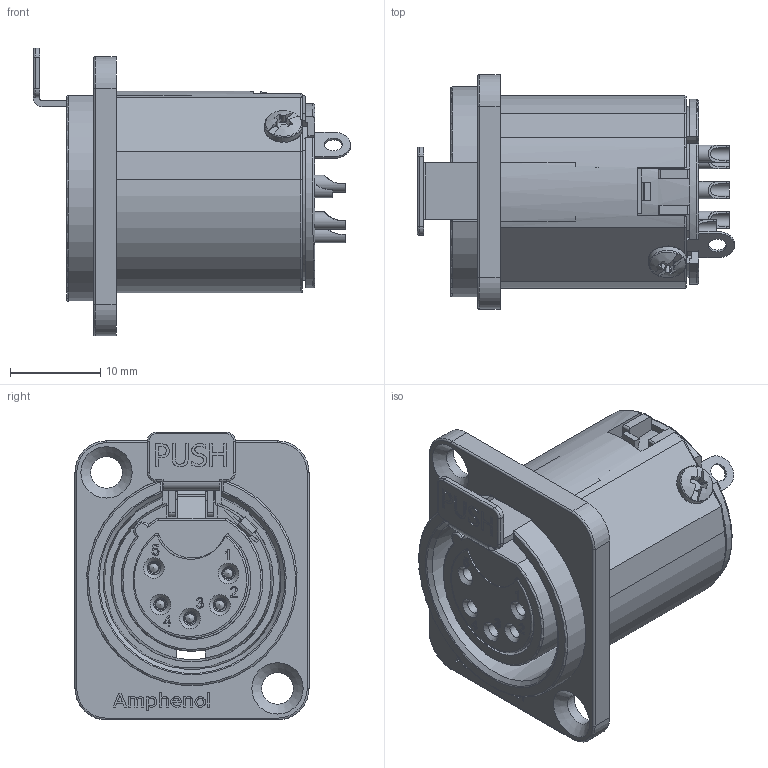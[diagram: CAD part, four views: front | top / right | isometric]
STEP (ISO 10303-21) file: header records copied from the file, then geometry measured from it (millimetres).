
FILE_DESCRIPTION(/* description */ (''),/* implementation_level */ '2;1');
FILE_NAME(/* name */ 'AC5FDZ.stp',/* time_stamp */ '2022-06-01T14:46:59+10:00',/* author */ ('minh'),/* organization */ (''),/* preprocessor_version */ 'ST-DEVELOPER v18.1',/* originating_system */ 'Autodesk Inventor 2022',/* authorisation */ '');
FILE_SCHEMA (('AUTOMOTIVE_DESIGN { 1 0 10303 214 3 1 1 }'));
Length unit declared in the file: millimetre
Products named in the file (10): AC5FDZ; 348-4066-000; AC5FPZB ~PART1; AC5FPZB ~~PART1; 011-4042-000; 127-4046-000; 127-4047-000; 030-4098-000; 990-4501-000; 50300093-230
Assembly tree (13 placements, depth 2):
  AC5FDZ
    348-4066-000
    AC5FPZB ~PART1
    AC5FPZB ~~PART1
    011-4042-000
    127-4046-000
    50300093-230  x5
    127-4047-000
    030-4098-000
    990-4501-000
Bounding box: 35.25 x 26 x 31.98 mm (x, y, z)
Volume: 8400.1 mm3; surface area: 13239.9 mm2
Topology: 14 solids, 14 shells, 1164 faces, 3208 edges, 2102 vertices
Faces by surface type: plane 648, cylinder 192, bspline 176, cone 98, torus 50
Full cylindrical faces by diameter (mm): 1.145 x5, 1.2 x5, 1.4 x5, 1.5 x7, 1.9 x5, 2 x6, 2.2 x3, 2.35 x1, 2.65 x5, 2.85 x5, 2.9 x5, 3 x1, 3.15 x5, 3.5 x2, 4.2 x1, 13.1 x1
Entity records: 34601 total; most frequent: CARTESIAN_POINT 10261, ORIENTED_EDGE 5382, DIRECTION 4346, EDGE_CURVE 2691, VERTEX_POINT 1774, LINE 1678, VECTOR 1678, AXIS2_PLACEMENT_3D 1334
